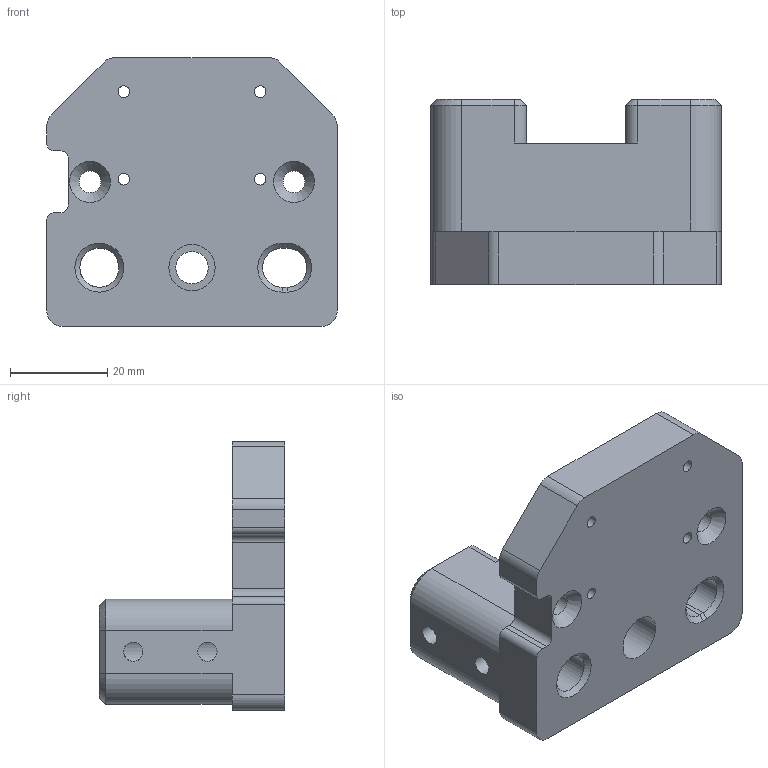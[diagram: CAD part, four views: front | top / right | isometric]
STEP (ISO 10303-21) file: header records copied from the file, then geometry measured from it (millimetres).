
FILE_DESCRIPTION(/* description */ ('NP2 MAN CAP REINFORCED'),/* implementation_level */ '2;1');
FILE_NAME(/* name */ '51017 NP2 MAN CAP REINFORCED Rev -.stp',/* time_stamp */ '2022-08-13T16:56:36-04:00',/* author */ ('jonba'),/* organization */ (''),/* preprocessor_version */ 'ST-DEVELOPER v18.1',/* originating_system */ 'Autodesk Inventor 2022',/* authorisation */ '');
FILE_SCHEMA (('AUTOMOTIVE_DESIGN { 1 0 10303 214 3 1 1 }'));
Length unit declared in the file: inch
Products named in the file (1): 51017
Bounding box: 59.69 x 38.1 x 55.24 mm (x, y, z)
Volume: 55657.3 mm3; surface area: 16079.5 mm2
Topology: 1 solids, 1 shells, 95 faces, 244 edges, 156 vertices
Faces by surface type: plane 41, cylinder 41, cone 13
Full cylindrical faces by diameter (mm): 2.388 x4, 3.302 x2, 3.962 x4, 4.394 x4, 4.496 x2, 6.647 x1, 8.026 x1, 9.5 x1
Entity records: 3173 total; most frequent: CARTESIAN_POINT 699, DIRECTION 516, ORIENTED_EDGE 488, EDGE_CURVE 244, AXIS2_PLACEMENT_3D 187, VERTEX_POINT 156, LINE 142, VECTOR 142
